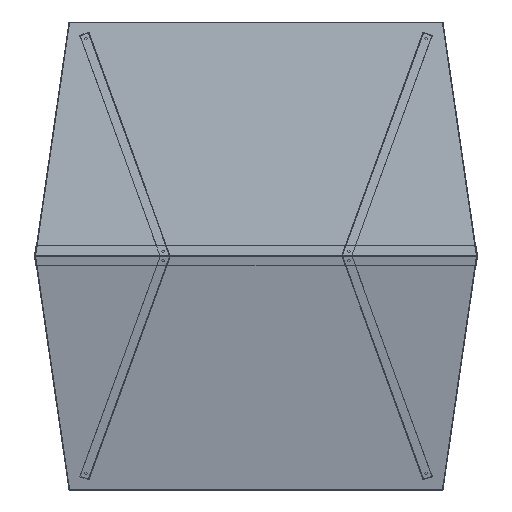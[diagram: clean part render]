
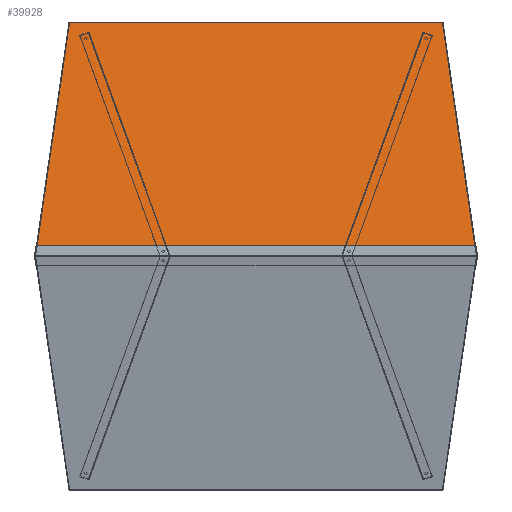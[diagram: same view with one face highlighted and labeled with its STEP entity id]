
A CAD part, top view. The second image highlights one B-rep face of the part: STEP entity #39928.
In plain terms, the highlighted face is planar.
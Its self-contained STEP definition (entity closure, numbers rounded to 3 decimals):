
#16885=ORIENTED_EDGE('',*,*,#21488,.F.);
#16886=ORIENTED_EDGE('',*,*,#21489,.F.);
#16887=ORIENTED_EDGE('',*,*,#21490,.F.);
#16888=ORIENTED_EDGE('',*,*,#21486,.F.);
#18493=VECTOR('',#25095,1.);
#18494=VECTOR('',#25098,1.);
#18495=VECTOR('',#25099,1.);
#18496=VECTOR('',#25100,1.);
#19385=LINE('',#36521,#18493);
#19386=LINE('',#36546,#18494);
#19387=LINE('',#36548,#18495);
#19388=LINE('',#36549,#18496);
#20249=VERTEX_POINT('',#36237);
#20264=VERTEX_POINT('',#36520);
#20265=VERTEX_POINT('',#36545);
#20266=VERTEX_POINT('',#36547);
#21486=EDGE_CURVE('',#20249,#20264,#19385,.T.);
#21488=EDGE_CURVE('',#20265,#20249,#19386,.T.);
#21489=EDGE_CURVE('',#20266,#20265,#19387,.T.);
#21490=EDGE_CURVE('',#20264,#20266,#19388,.T.);
#22399=EDGE_LOOP('',(#16885,#16886,#16887,#16888));
#23065=FACE_BOUND('',#22399,.T.);
#25095=DIRECTION('',(-2193.062,0.,0.));
#25096=DIRECTION('',(0.,0.,1.));
#25097=DIRECTION('',(0.,-1.,0.));
#25098=DIRECTION('',(-199.429,-1396.,0.));
#25099=DIRECTION('',(2591.919,0.,0.));
#25100=DIRECTION('',(-199.429,1396.,0.));
#36237=CARTESIAN_POINT('',(2396.531,4.,2.));
#36520=CARTESIAN_POINT('',(203.469,4.,2.));
#36521=CARTESIAN_POINT('',(2396.531,4.,2.));
#36544=CARTESIAN_POINT('',(0.,0.,2.));
#36545=CARTESIAN_POINT('',(2595.959,1400.,2.));
#36546=CARTESIAN_POINT('',(2595.959,1400.,2.));
#36547=CARTESIAN_POINT('',(4.041,1400.,2.));
#36548=CARTESIAN_POINT('',(4.041,1400.,2.));
#36549=CARTESIAN_POINT('',(203.469,4.,2.));
#38861=AXIS2_PLACEMENT_3D('',#36544,#25096,#25097);
#39470=PLANE('',#38861);
#39928=ADVANCED_FACE('',(#23065),#39470,.T.);
